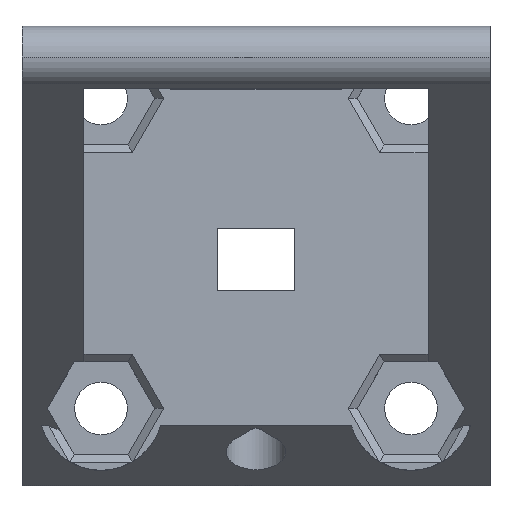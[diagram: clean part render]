
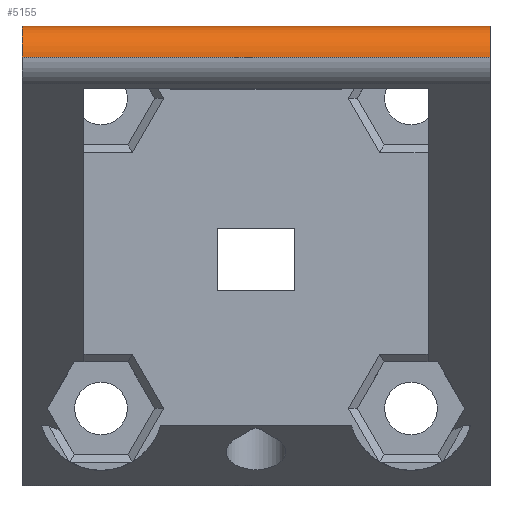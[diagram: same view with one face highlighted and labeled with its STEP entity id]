
A CAD part, top view. The second image highlights one B-rep face of the part: STEP entity #5155.
In plain terms, the highlighted cylindrical face has radius 2 mm (diameter 4 mm), a partial arc.
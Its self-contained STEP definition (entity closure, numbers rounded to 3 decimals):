
#54 = ORIENTED_EDGE ( 'NONE', *, *, #1008, .F. ) ;
#416 = CARTESIAN_POINT ( 'NONE',  ( 4., -2., 41.485 ) ) ;
#440 = CYLINDRICAL_SURFACE ( 'NONE', #3904, 2. ) ;
#450 = DIRECTION ( 'NONE',  ( 1., 0., 0. ) ) ;
#473 = DIRECTION ( 'NONE',  ( 0., 0., 1. ) ) ;
#569 = AXIS2_PLACEMENT_3D ( 'NONE', #3039, #4830, #2610 ) ;
#904 = DIRECTION ( 'NONE',  ( -1., 0., 0. ) ) ;
#906 = VERTEX_POINT ( 'NONE', #5474 ) ;
#920 = ORIENTED_EDGE ( 'NONE', *, *, #5007, .T. ) ;
#1008 = EDGE_CURVE ( 'NONE', #5628, #2226, #3415, .T. ) ;
#1276 = FACE_OUTER_BOUND ( 'NONE', #2745, .T. ) ;
#1295 = DIRECTION ( 'NONE',  ( -1., 0., 0. ) ) ;
#1407 = CARTESIAN_POINT ( 'NONE',  ( 4., -2., 41.485 ) ) ;
#1435 = LINE ( 'NONE', #3206, #1949 ) ;
#1858 = AXIS2_PLACEMENT_3D ( 'NONE', #1407, #450, #3959 ) ;
#1949 = VECTOR ( 'NONE', #3766, 1000. ) ;
#2226 = VERTEX_POINT ( 'NONE', #4719 ) ;
#2276 = EDGE_CURVE ( 'NONE', #906, #2226, #3058, .T. ) ;
#2610 = DIRECTION ( 'NONE',  ( 0., 0., -1. ) ) ;
#2745 = EDGE_LOOP ( 'NONE', ( #54, #5169, #920, #5418 ) ) ;
#3039 = CARTESIAN_POINT ( 'NONE',  ( -26.2, -2., 41.485 ) ) ;
#3058 = CIRCLE ( 'NONE', #569, 2. ) ;
#3206 = CARTESIAN_POINT ( 'NONE',  ( 4., 0., 41.485 ) ) ;
#3415 = LINE ( 'NONE', #4772, #5130 ) ;
#3766 = DIRECTION ( 'NONE',  ( -1., 0., 0. ) ) ;
#3904 = AXIS2_PLACEMENT_3D ( 'NONE', #416, #904, #473 ) ;
#3910 = CARTESIAN_POINT ( 'NONE',  ( 4., 0., 41.485 ) ) ;
#3959 = DIRECTION ( 'NONE',  ( 0., 0., -1. ) ) ;
#4428 = VERTEX_POINT ( 'NONE', #3910 ) ;
#4719 = CARTESIAN_POINT ( 'NONE',  ( -26.2, -2., 43.485 ) ) ;
#4772 = CARTESIAN_POINT ( 'NONE',  ( 4., -2., 43.485 ) ) ;
#4802 = EDGE_CURVE ( 'NONE', #4428, #5628, #5397, .T. ) ;
#4830 = DIRECTION ( 'NONE',  ( 1., 0., 0. ) ) ;
#4861 = CARTESIAN_POINT ( 'NONE',  ( 4., -2., 43.485 ) ) ;
#5007 = EDGE_CURVE ( 'NONE', #4428, #906, #1435, .T. ) ;
#5130 = VECTOR ( 'NONE', #1295, 1000. ) ;
#5155 = ADVANCED_FACE ( 'NONE', ( #1276 ), #440, .T. ) ;
#5169 = ORIENTED_EDGE ( 'NONE', *, *, #4802, .F. ) ;
#5397 = CIRCLE ( 'NONE', #1858, 2. ) ;
#5418 = ORIENTED_EDGE ( 'NONE', *, *, #2276, .T. ) ;
#5474 = CARTESIAN_POINT ( 'NONE',  ( -26.2, 0., 41.485 ) ) ;
#5628 = VERTEX_POINT ( 'NONE', #4861 ) ;
